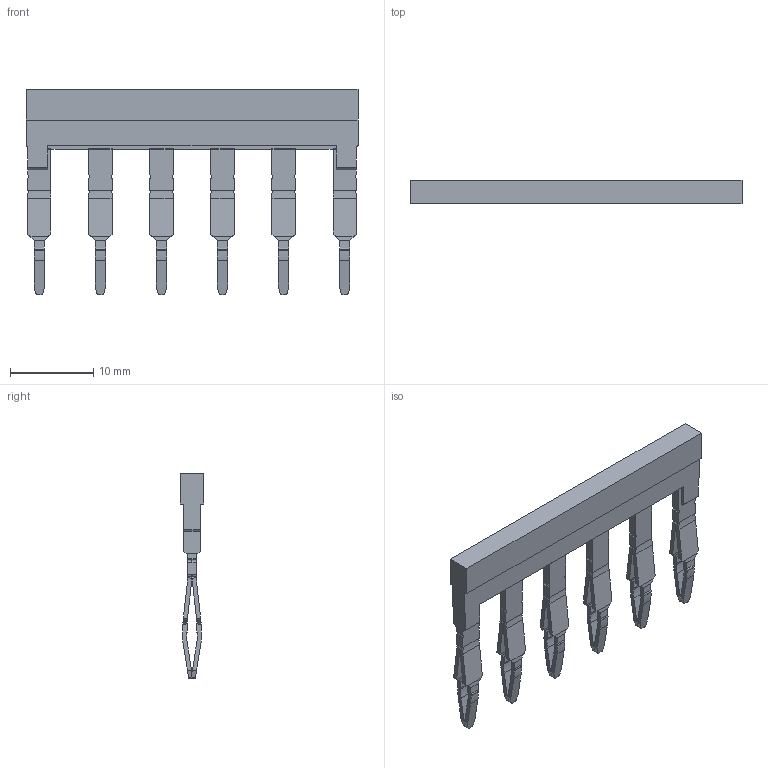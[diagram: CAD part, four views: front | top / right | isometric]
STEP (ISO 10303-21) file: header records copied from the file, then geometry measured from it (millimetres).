
FILE_DESCRIPTION(('CATIA V5 STEP Exchange','CAx-IF Rec.Pracs.--- Model Styling and Organization---1.4--- 2014-01-23'),'2;1');
FILE_NAME ('1175004-3_0_2709750000_2709750000.stp','2020-10-21T08:13:02+00:00',('none'),('Weidmueller'),'CATIA Version 5-6 Release 2016 SP3 HF44','CATIA V5 STEP AP214','none');
FILE_SCHEMA(('AUTOMOTIVE_DESIGN { 1 0 10303 214 1 1 1 1 }'));
Length unit declared in the file: millimetre
Products named in the file (1): 2709750000
Bounding box: 39.95 x 2.8 x 24.72 mm (x, y, z)
Volume: 989.9 mm3; surface area: 2537.4 mm2
Topology: 2 solids, 2 shells, 646 faces, 1804 edges, 1140 vertices
Faces by surface type: plane 416, cylinder 158, bspline 72
Entity records: 20640 total; most frequent: CARTESIAN_POINT 5935, ORIENTED_EDGE 3608, DIRECTION 2128, EDGE_CURVE 1804, VECTOR 1200, LINE 1200, VERTEX_POINT 1140, EDGE_LOOP 668
